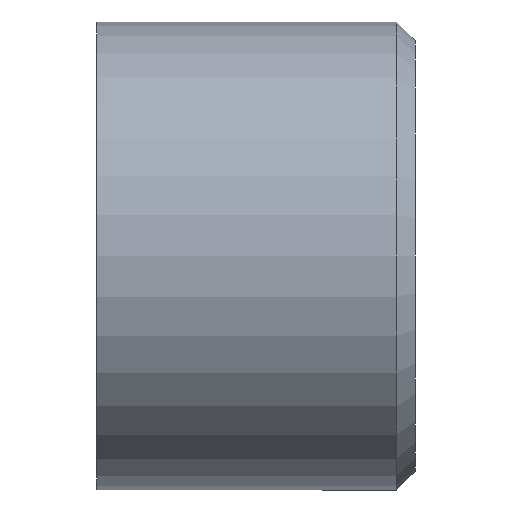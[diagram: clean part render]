
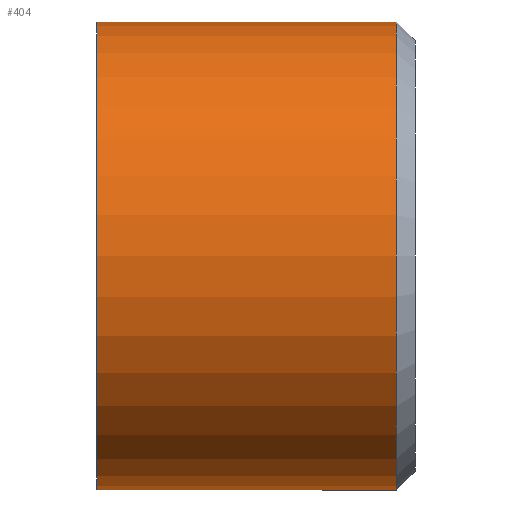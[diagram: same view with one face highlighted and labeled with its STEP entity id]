
A CAD part, front view. The second image highlights one B-rep face of the part: STEP entity #404.
In plain terms, the highlighted cylindrical face has radius 12.5 mm (diameter 25 mm), a partial arc.
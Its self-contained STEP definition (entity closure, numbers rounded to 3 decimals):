
#18 = CIRCLE ( 'NONE', #331, 12.5 ) ;
#26 = VERTEX_POINT ( 'NONE', #327 ) ;
#42 = ORIENTED_EDGE ( 'NONE', *, *, #238, .T. ) ;
#43 = ORIENTED_EDGE ( 'NONE', *, *, #267, .T. ) ;
#63 = CYLINDRICAL_SURFACE ( 'NONE', #357, 12.5 ) ;
#102 = DIRECTION ( 'NONE',  ( -1., 0., 0. ) ) ;
#113 = DIRECTION ( 'NONE',  ( -1., 0., 0. ) ) ;
#115 = CARTESIAN_POINT ( 'NONE',  ( -3.031, 0., 12.5 ) ) ;
#160 = LINE ( 'NONE', #115, #302 ) ;
#224 = CARTESIAN_POINT ( 'NONE',  ( -3.031, 0., 0. ) ) ;
#229 = ORIENTED_EDGE ( 'NONE', *, *, #266, .F. ) ;
#238 = EDGE_CURVE ( 'NONE', #612, #593, #18, .T. ) ;
#266 = EDGE_CURVE ( 'NONE', #26, #341, #641, .T. ) ;
#267 = EDGE_CURVE ( 'NONE', #593, #341, #160, .T. ) ;
#300 = DIRECTION ( 'NONE',  ( -1., 0., 0. ) ) ;
#302 = VECTOR ( 'NONE', #428, 1000. ) ;
#314 = CARTESIAN_POINT ( 'NONE',  ( -3.031, 0., -12.5 ) ) ;
#318 = EDGE_CURVE ( 'NONE', #612, #26, #781, .T. ) ;
#327 = CARTESIAN_POINT ( 'NONE',  ( -3.031, 0., -12.5 ) ) ;
#331 = AXIS2_PLACEMENT_3D ( 'NONE', #488, #113, #550 ) ;
#341 = VERTEX_POINT ( 'NONE', #483 ) ;
#355 = DIRECTION ( 'NONE',  ( 0., 0., 1. ) ) ;
#357 = AXIS2_PLACEMENT_3D ( 'NONE', #666, #607, #355 ) ;
#375 = FACE_OUTER_BOUND ( 'NONE', #771, .T. ) ;
#404 = ADVANCED_FACE ( 'NONE', ( #375 ), #63, .T. ) ;
#428 = DIRECTION ( 'NONE',  ( -1., 0., 0. ) ) ;
#445 = CARTESIAN_POINT ( 'NONE',  ( 12.969, 0., 12.5 ) ) ;
#483 = CARTESIAN_POINT ( 'NONE',  ( -3.031, 0., 12.5 ) ) ;
#488 = CARTESIAN_POINT ( 'NONE',  ( 12.969, 0., 0. ) ) ;
#542 = AXIS2_PLACEMENT_3D ( 'NONE', #224, #102, #658 ) ;
#550 = DIRECTION ( 'NONE',  ( 0., 0., 1. ) ) ;
#593 = VERTEX_POINT ( 'NONE', #445 ) ;
#603 = VECTOR ( 'NONE', #300, 1000. ) ;
#607 = DIRECTION ( 'NONE',  ( -1., 0., 0. ) ) ;
#612 = VERTEX_POINT ( 'NONE', #639 ) ;
#639 = CARTESIAN_POINT ( 'NONE',  ( 12.969, 0., -12.5 ) ) ;
#641 = CIRCLE ( 'NONE', #542, 12.5 ) ;
#658 = DIRECTION ( 'NONE',  ( 0., 0., 1. ) ) ;
#666 = CARTESIAN_POINT ( 'NONE',  ( -3.031, 0., 0. ) ) ;
#721 = ORIENTED_EDGE ( 'NONE', *, *, #318, .F. ) ;
#771 = EDGE_LOOP ( 'NONE', ( #721, #42, #43, #229 ) ) ;
#781 = LINE ( 'NONE', #314, #603 ) ;
